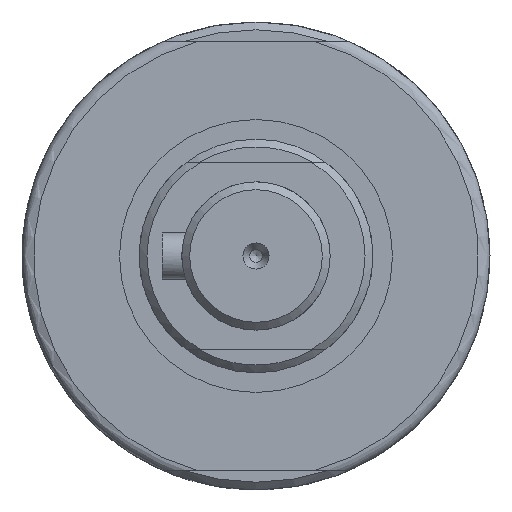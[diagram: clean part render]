
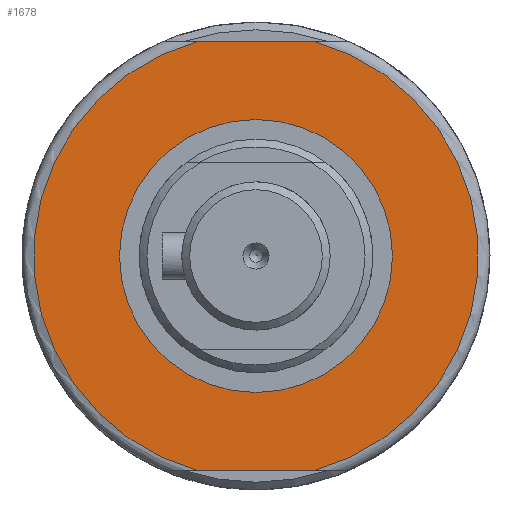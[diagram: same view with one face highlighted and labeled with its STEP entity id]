
A CAD part, left-side view. The second image highlights one B-rep face of the part: STEP entity #1678.
In plain terms, the highlighted planar face has unit normal (-1, 0, 0).
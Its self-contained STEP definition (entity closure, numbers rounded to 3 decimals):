
#1333=CARTESIAN_POINT('',(-158.,7.483,27.5));
#1334=VERTEX_POINT('',#1333);
#1360=CARTESIAN_POINT('',(-158.,-7.483,27.5));
#1361=VERTEX_POINT('',#1360);
#1362=CARTESIAN_POINT('',(-158.,-7.483,27.5));
#1363=DIRECTION('',(0.0,1.0,0.0));
#1364=VECTOR('',#1363,14.967);
#1365=LINE('',#1362,#1364);
#1366=EDGE_CURVE('',#1361,#1334,#1365,.T.);
#1473=CARTESIAN_POINT('',(-158.,-7.483,-27.5));
#1474=VERTEX_POINT('',#1473);
#1500=CARTESIAN_POINT('',(-158.,7.483,-27.5));
#1501=VERTEX_POINT('',#1500);
#1502=CARTESIAN_POINT('',(-158.,7.483,-27.5));
#1503=DIRECTION('',(0.0,-1.0,0.0));
#1504=VECTOR('',#1503,14.967);
#1505=LINE('',#1502,#1504);
#1506=EDGE_CURVE('',#1501,#1474,#1505,.T.);
#1644=CARTESIAN_POINT('',(-158.,23.,0.));
#1645=DIRECTION('',(-1.0,0.0,0.0));
#1646=DIRECTION('',(0.0,0.0,1.0));
#1647=AXIS2_PLACEMENT_3D('',#1644,#1645,#1646);
#1648=PLANE('',#1647);
#1649=ORIENTED_EDGE('',*,*,#1366,.T.);
#1650=CARTESIAN_POINT('',(-158.,0.,0.));
#1651=DIRECTION('',(1.0,0.0,0.0));
#1652=DIRECTION('',(0.0,1.0,0.0));
#1653=AXIS2_PLACEMENT_3D('',#1650,#1651,#1652);
#1654=CIRCLE('',#1653,28.5);
#1655=EDGE_CURVE('',#1501,#1334,#1654,.T.);
#1656=ORIENTED_EDGE('',*,*,#1655,.F.);
#1657=ORIENTED_EDGE('',*,*,#1506,.T.);
#1658=CARTESIAN_POINT('',(-158.,0.,0.));
#1659=DIRECTION('',(1.0,0.0,0.0));
#1660=DIRECTION('',(0.0,1.0,0.0));
#1661=AXIS2_PLACEMENT_3D('',#1658,#1659,#1660);
#1662=CIRCLE('',#1661,28.5);
#1663=EDGE_CURVE('',#1361,#1474,#1662,.T.);
#1664=ORIENTED_EDGE('',*,*,#1663,.F.);
#1665=EDGE_LOOP('',(#1649,#1656,#1657,#1664));
#1666=FACE_OUTER_BOUND('',#1665,.T.);
#1667=CARTESIAN_POINT('',(-158.,17.5,0.));
#1668=VERTEX_POINT('',#1667);
#1669=CARTESIAN_POINT('',(-158.,0.,0.));
#1670=DIRECTION('',(1.0,0.0,0.0));
#1671=DIRECTION('',(0.0,1.0,0.0));
#1672=AXIS2_PLACEMENT_3D('',#1669,#1670,#1671);
#1673=CIRCLE('',#1672,17.5);
#1674=EDGE_CURVE('',#1668,#1668,#1673,.T.);
#1675=ORIENTED_EDGE('',*,*,#1674,.T.);
#1676=EDGE_LOOP('',(#1675));
#1677=FACE_BOUND('',#1676,.T.);
#1678=ADVANCED_FACE('',(#1666,#1677),#1648,.T.);
